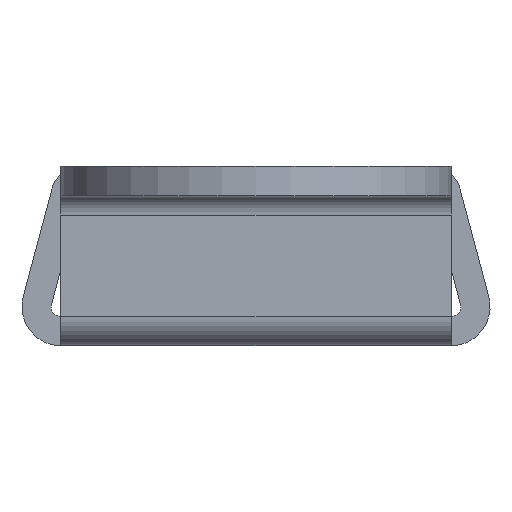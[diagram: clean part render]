
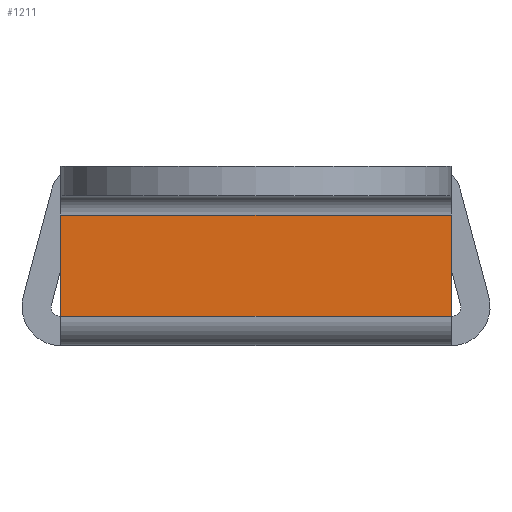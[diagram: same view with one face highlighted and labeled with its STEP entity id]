
A CAD part, left-side view. The second image highlights one B-rep face of the part: STEP entity #1211.
In plain terms, the highlighted planar face has unit normal (-1, 0, 0).
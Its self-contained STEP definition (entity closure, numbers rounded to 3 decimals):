
#147 = FACE_OUTER_BOUND ( 'NONE', #3526, .T. ) ;
#547 = EDGE_CURVE ( 'NONE', #3821, #4728, #4233, .T. ) ;
#705 = DIRECTION ( 'NONE',  ( -1., 0., 0. ) ) ;
#946 = CARTESIAN_POINT ( 'NONE',  ( -10.5, -10., 1.5 ) ) ;
#998 = CARTESIAN_POINT ( 'NONE',  ( -10.5, -10., 1.5 ) ) ;
#1126 = LINE ( 'NONE', #5369, #6561 ) ;
#1149 = CARTESIAN_POINT ( 'NONE',  ( -10.5, 10., 1.5 ) ) ;
#1211 = ADVANCED_FACE ( 'NONE', ( #147 ), #2813, .T. ) ;
#1560 = ORIENTED_EDGE ( 'NONE', *, *, #547, .F. ) ;
#2176 = EDGE_CURVE ( 'NONE', #5113, #4728, #3772, .T. ) ;
#2307 = EDGE_CURVE ( 'NONE', #4623, #5113, #4270, .T. ) ;
#2319 = CARTESIAN_POINT ( 'NONE',  ( -10.5, -10., 6.7 ) ) ;
#2753 = DIRECTION ( 'NONE',  ( 0., 0., 1. ) ) ;
#2813 = PLANE ( 'NONE',  #3034 ) ;
#2854 = VECTOR ( 'NONE', #2753, 1000. ) ;
#3034 = AXIS2_PLACEMENT_3D ( 'NONE', #3865, #705, #4378 ) ;
#3102 = CARTESIAN_POINT ( 'NONE',  ( -10.5, 10., 1.5 ) ) ;
#3303 = DIRECTION ( 'NONE',  ( 0., 1., 0. ) ) ;
#3492 = ORIENTED_EDGE ( 'NONE', *, *, #5969, .F. ) ;
#3526 = EDGE_LOOP ( 'NONE', ( #1560, #3492, #6063, #5065 ) ) ;
#3772 = LINE ( 'NONE', #4510, #6403 ) ;
#3821 = VERTEX_POINT ( 'NONE', #3102 ) ;
#3865 = CARTESIAN_POINT ( 'NONE',  ( -10.5, -12., 0.98 ) ) ;
#3994 = DIRECTION ( 'NONE',  ( 0., 1., 0. ) ) ;
#4100 = DIRECTION ( 'NONE',  ( 0., 0., 1. ) ) ;
#4233 = LINE ( 'NONE', #1149, #2854 ) ;
#4270 = LINE ( 'NONE', #946, #5692 ) ;
#4378 = DIRECTION ( 'NONE',  ( 0., 0., 1. ) ) ;
#4510 = CARTESIAN_POINT ( 'NONE',  ( -10.5, -10., 6.7 ) ) ;
#4623 = VERTEX_POINT ( 'NONE', #998 ) ;
#4728 = VERTEX_POINT ( 'NONE', #6127 ) ;
#5065 = ORIENTED_EDGE ( 'NONE', *, *, #2176, .T. ) ;
#5113 = VERTEX_POINT ( 'NONE', #2319 ) ;
#5369 = CARTESIAN_POINT ( 'NONE',  ( -10.5, -10., 1.5 ) ) ;
#5692 = VECTOR ( 'NONE', #4100, 1000. ) ;
#5969 = EDGE_CURVE ( 'NONE', #4623, #3821, #1126, .T. ) ;
#6063 = ORIENTED_EDGE ( 'NONE', *, *, #2307, .T. ) ;
#6127 = CARTESIAN_POINT ( 'NONE',  ( -10.5, 10., 6.7 ) ) ;
#6403 = VECTOR ( 'NONE', #3994, 1000. ) ;
#6561 = VECTOR ( 'NONE', #3303, 1000. ) ;
